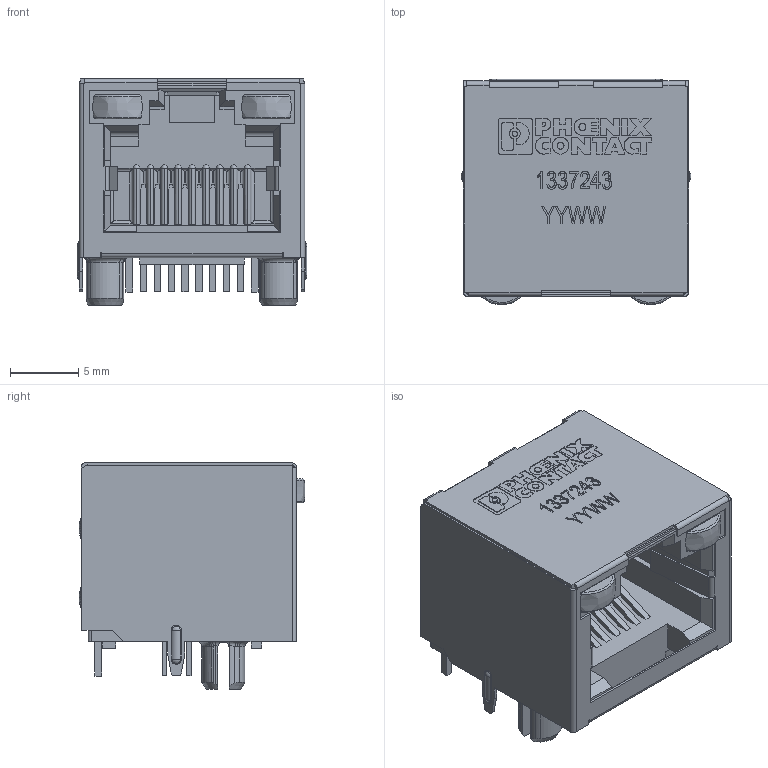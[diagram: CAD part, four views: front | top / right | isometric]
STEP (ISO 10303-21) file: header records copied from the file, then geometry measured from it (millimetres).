
FILE_DESCRIPTION(('STEP AP242'),'1');
FILE_NAME('1337243.stp','2025-06-23T06:19:21',('TraceParts'),('TraceParts S.A.'),'Spatial InterOp 3D',' ',' ');
FILE_SCHEMA(('AP242_MANAGED_MODEL_BASED_3D_ENGINEERING_MIM_LF {1 0 10303 442 1 1 4}'));
Length unit declared in the file: millimetre
Products named in the file (1): CUC-SP-J1ST-A_R4LT-THR-LED|1#CUC-SP-J1ST-A_R4LT-THR-LED;CUC-SP-J1ST-A_R4LT-THR-LED
Bounding box: 16.81 x 16.52 x 16.56 mm (x, y, z)
Volume: 1843.9 mm3; surface area: 3853.8 mm2
Topology: 1 solids, 3 shells, 1084 faces, 2965 edges, 1928 vertices
Faces by surface type: plane 707, cylinder 199, extrusion 102, torus 35, bspline 20, sphere 17, cone 4
Entity records: 48933 total; most frequent: CARTESIAN_POINT 13439, ORIENTED_EDGE 5896, DIRECTION 4923, EDGE_CURVE 2948, VECTOR 2335, LINE 2233, VERTEX_POINT 1928, AXIS2_PLACEMENT_3D 1294
